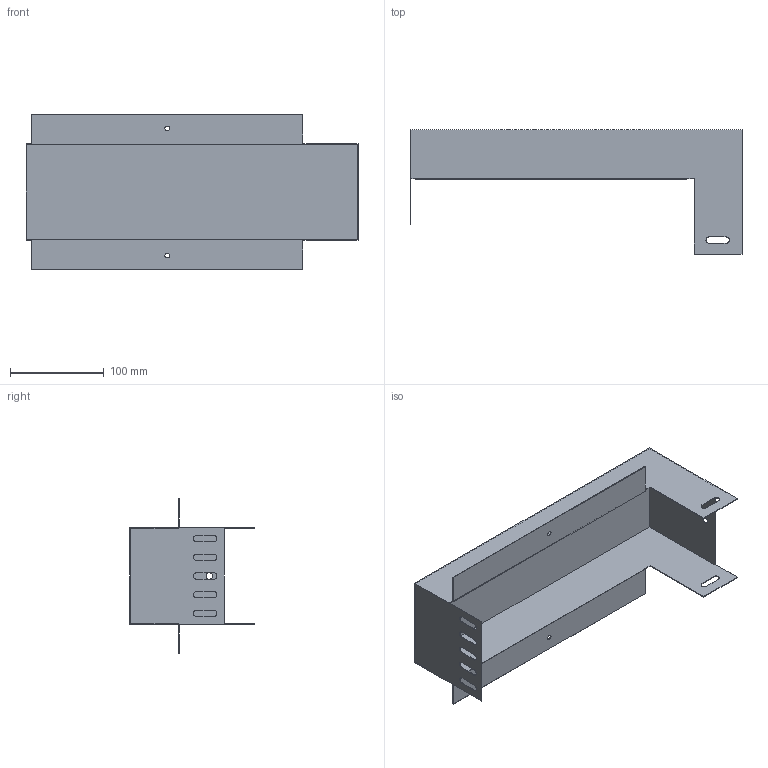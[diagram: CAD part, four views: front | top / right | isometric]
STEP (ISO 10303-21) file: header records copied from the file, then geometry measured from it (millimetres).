
FILE_DESCRIPTION (( 'STEP AP203' ), '1' );
FILE_NAME ('Îòâåòâèòåëü-êðûøêà Ò-îáðàçíûé âåðòèêàëüíûé âíèç DDS_37383.STEP', '2012-11-09T08:50:44', ( 'Àñååâ' ), ( '' ), 'SwSTEP 2.0', 'SolidWorks 2012', '' );
FILE_SCHEMA (( 'CONFIG_CONTROL_DESIGN' ));
Length unit declared in the file: millimetre
Products named in the file (1): Îòâåòâèòåëü-êðûøêà Ò-îáðàçíûé âåðòèêàëüíûé âíèç DDS_37383
Bounding box: 355 x 133 x 166 mm (x, y, z)
Volume: 95312 mm3; surface area: 239744.5 mm2
Topology: 1 solids, 1 shells, 61 faces, 173 edges, 114 vertices
Faces by surface type: plane 44, cylinder 17
Full cylindrical faces by diameter (mm): 5 x2, 7 x1
Entity records: 2071 total; most frequent: CARTESIAN_POINT 346, ORIENTED_EDGE 340, DIRECTION 328, EDGE_CURVE 170, VECTOR 136, LINE 136, VERTEX_POINT 114, AXIS2_PLACEMENT_3D 96
